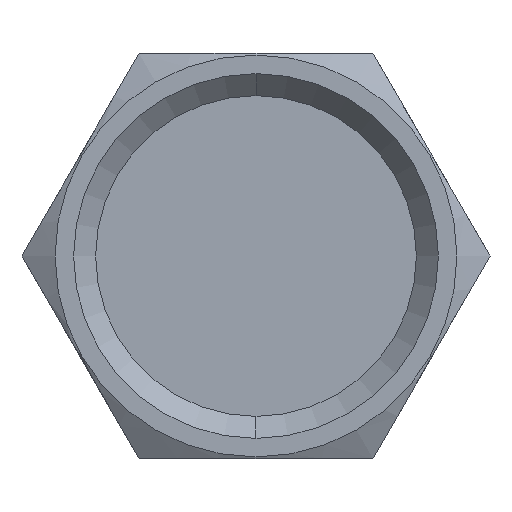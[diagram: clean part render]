
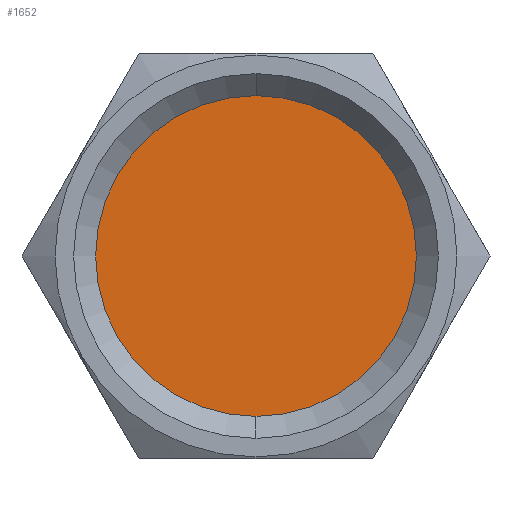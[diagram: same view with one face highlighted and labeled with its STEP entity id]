
A CAD part, front view. The second image highlights one B-rep face of the part: STEP entity #1652.
In plain terms, the highlighted planar face has unit normal (0, -1, 0).
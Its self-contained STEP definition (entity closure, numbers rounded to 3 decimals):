
#174 = CIRCLE ( 'NONE', #180, 9.5 ) ;
#180 = AXIS2_PLACEMENT_3D ( 'NONE', #1541, #1542, #1543 ) ;
#261 = VERTEX_POINT ( 'NONE', #938 ) ;
#275 = VERTEX_POINT ( 'NONE', #924 ) ;
#451 = ORIENTED_EDGE ( 'NONE', *, *, #1743, .T. ) ;
#452 = ORIENTED_EDGE ( 'NONE', *, *, #970, .T. ) ;
#664 = FACE_OUTER_BOUND ( 'NONE', #796, .T. ) ;
#796 = EDGE_LOOP ( 'NONE', ( #451, #452 ) ) ;
#826 = CIRCLE ( 'NONE', #838, 9.5 ) ;
#838 = AXIS2_PLACEMENT_3D ( 'NONE', #1825, #1824, #1823 ) ;
#924 = CARTESIAN_POINT ( 'NONE',  ( 0., -19.5, -9.5 ) ) ;
#938 = CARTESIAN_POINT ( 'NONE',  ( 0., -19.5, 9.5 ) ) ;
#970 = EDGE_CURVE ( 'NONE', #261, #275, #826, .T. ) ;
#1058 = AXIS2_PLACEMENT_3D ( 'NONE', #1185, #1186, #1187 ) ;
#1184 = PLANE ( 'NONE',  #1058 ) ;
#1185 = CARTESIAN_POINT ( 'NONE',  ( 0., -19.5, 0. ) ) ;
#1186 = DIRECTION ( 'NONE',  ( 0., -1., 0. ) ) ;
#1187 = DIRECTION ( 'NONE',  ( 0., 0., -1. ) ) ;
#1541 = CARTESIAN_POINT ( 'NONE',  ( 0., -19.5, 0. ) ) ;
#1542 = DIRECTION ( 'NONE',  ( 0., -1., 0. ) ) ;
#1543 = DIRECTION ( 'NONE',  ( 0., 0., -1. ) ) ;
#1652 = ADVANCED_FACE ( 'NONE', ( #664 ), #1184, .T. ) ;
#1743 = EDGE_CURVE ( 'NONE', #275, #261, #174, .T. ) ;
#1823 = DIRECTION ( 'NONE',  ( 0., 0., -1. ) ) ;
#1824 = DIRECTION ( 'NONE',  ( 0., -1., 0. ) ) ;
#1825 = CARTESIAN_POINT ( 'NONE',  ( 0., -19.5, 0. ) ) ;
